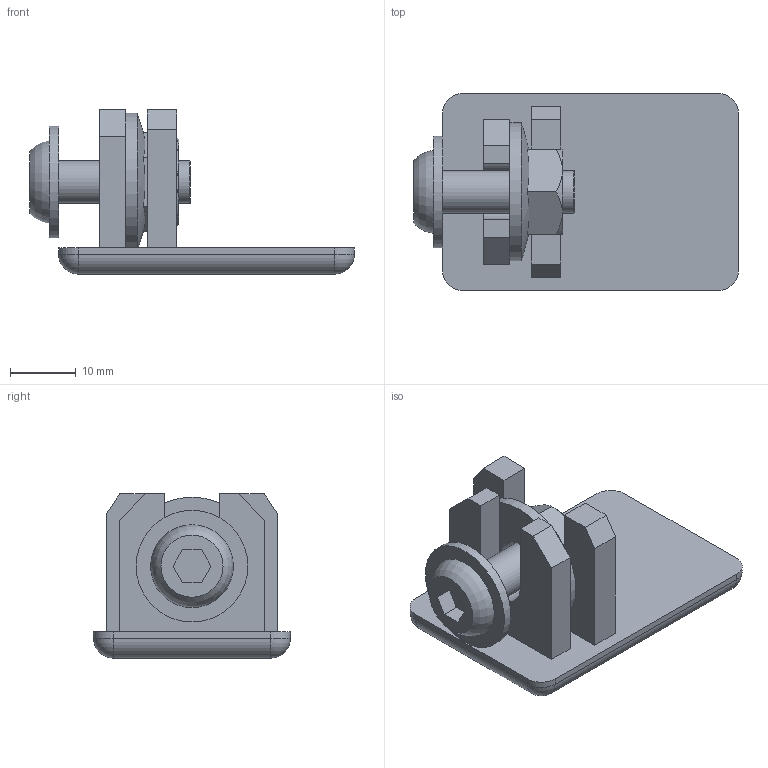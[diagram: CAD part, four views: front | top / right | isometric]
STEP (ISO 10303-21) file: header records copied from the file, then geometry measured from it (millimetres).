
FILE_DESCRIPTION(/* description */ (''),/* implementation_level */ '2;1');
FILE_NAME(/* name */ '140704',/* time_stamp */ '2014-10-06T15:50:09+02:00',/* author */ (''),/* organization */ (''),/* preprocessor_version */ 'ST-DEVELOPER v14',/* originating_system */ 'HiCAD 2013 1802.4 Build 509',/* authorisation */ '');
FILE_SCHEMA (('AUTOMOTIVE_DESIGN { 1 0 10303 214 1 1 1 1 }'));
Length unit declared in the file: millimetre
Products named in the file (4): Root; 140704Eindstop 30x45C LE01BOIKON; 122000Flensmoer M8BOIKON; 120160Laagbolkopflensschroef M8x20BOIKON
Assembly tree (3 placements, depth 3):
  Root
    140704Eindstop 30x45C LE01BOIKON
      122000Flensmoer M8BOIKON
      120160Laagbolkopflensschroef M8x20BOIKON
Bounding box: 49.4 x 30 x 25 mm (x, y, z)
Volume: 10303.4 mm3; surface area: 7133.5 mm2
Topology: 3 solids, 3 shells, 81 faces, 195 edges, 123 vertices
Faces by surface type: plane 53, cylinder 13, cone 9, sphere 5, torus 1
Full cylindrical faces by diameter (mm): 6.466 x1, 8 x1, 17 x1, 21 x1
Entity records: 4103 total; most frequent: DIRECTION 413, CARTESIAN_POINT 383, PRESENTATION_STYLE_ASSIGNMENT 359, COLOUR_RGB 359, DRAUGHTING_PRE_DEFINED_CURVE_FONT 356, CURVE_STYLE 356, OVER_RIDING_STYLED_ITEM 356, ORIENTED_EDGE 356
